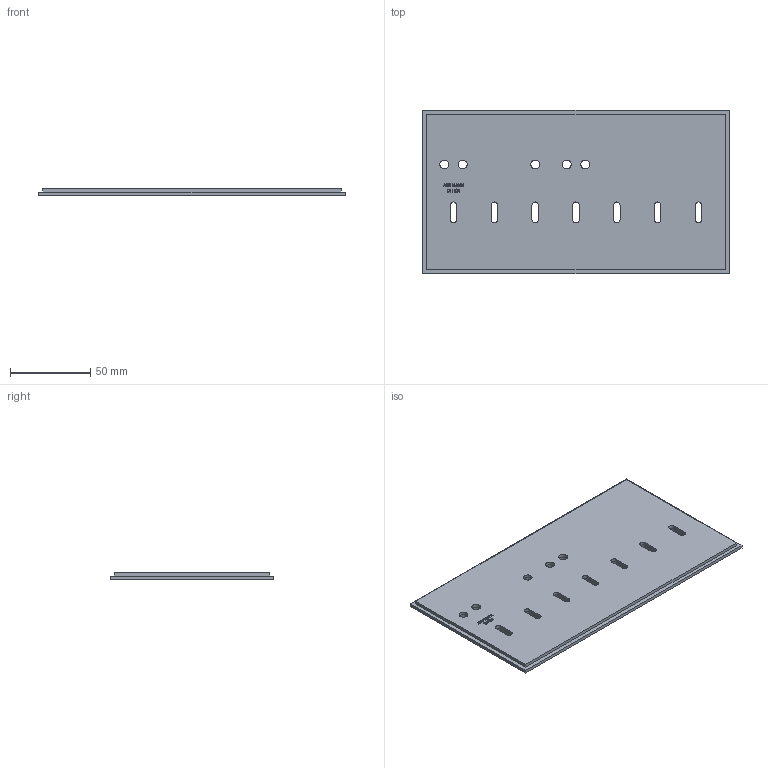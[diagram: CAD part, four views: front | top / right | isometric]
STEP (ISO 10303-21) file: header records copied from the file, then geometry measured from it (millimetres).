
FILE_DESCRIPTION(/* description */ (''),/* implementation_level */ '2;1');
FILE_NAME(/* name */ 'De-ice panel v4.step',/* time_stamp */ '2021-08-01T20:51:16-07:00',/* author */ (''),/* organization */ (''),/* preprocessor_version */ 'ST-DEVELOPER v18.1',/* originating_system */ 'Autodesk Translation Framework v10.9.0.1377',/* authorisation */ '');
FILE_SCHEMA (('AUTOMOTIVE_DESIGN { 1 0 10303 214 3 1 1 }'));
Length unit declared in the file: inch
Products named in the file (1): De-ice panel
Bounding box: 190.5 x 101.6 x 4 mm (x, y, z)
Volume: 72668 mm3; surface area: 78881.3 mm2
Topology: 21 solids, 21 shells, 486 faces, 1332 edges, 888 vertices
Faces by surface type: plane 332, bspline 116, cylinder 38
Full cylindrical faces by diameter (mm): 5.5 x10
Entity records: 17261 total; most frequent: CARTESIAN_POINT 5427, ORIENTED_EDGE 2664, DIRECTION 1918, EDGE_CURVE 1332, LINE 1024, VECTOR 1024, VERTEX_POINT 888, EDGE_LOOP 572
